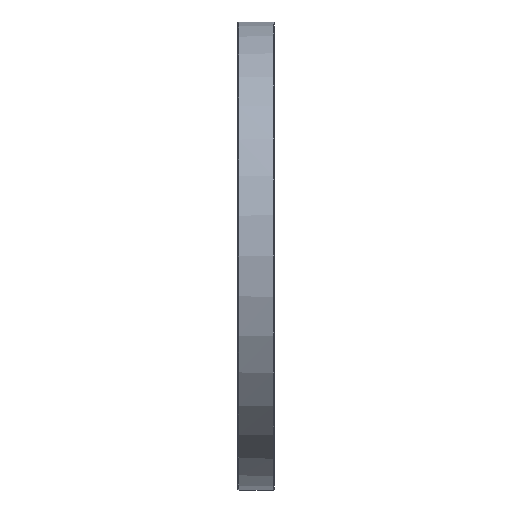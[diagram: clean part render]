
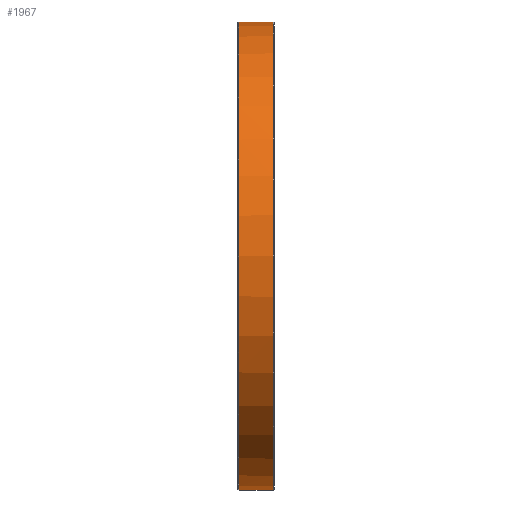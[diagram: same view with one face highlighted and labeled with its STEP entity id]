
A CAD part, left-side view. The second image highlights one B-rep face of the part: STEP entity #1967.
In plain terms, the highlighted cylindrical face has radius 184.15 mm (diameter 368.3 mm), a partial arc.
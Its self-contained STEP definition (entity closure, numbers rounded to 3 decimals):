
#58 = EDGE_CURVE ( 'NONE', #8221, #5797, #4956, .T. ) ;
#91 = CARTESIAN_POINT ( 'NONE',  ( 0., 0.5, 184.15 ) ) ;
#524 = DIRECTION ( 'NONE',  ( 0., 1., 0. ) ) ;
#702 = LINE ( 'NONE', #7431, #3792 ) ;
#744 = DIRECTION ( 'NONE',  ( 0., 1., 0. ) ) ;
#768 = ORIENTED_EDGE ( 'NONE', *, *, #2403, .F. ) ;
#1024 = ORIENTED_EDGE ( 'NONE', *, *, #2406, .F. ) ;
#1058 = VERTEX_POINT ( 'NONE', #91 ) ;
#1320 = EDGE_CURVE ( 'NONE', #7345, #8513, #5866, .T. ) ;
#1464 = CIRCLE ( 'NONE', #1627, 184.15 ) ;
#1627 = AXIS2_PLACEMENT_3D ( 'NONE', #7706, #744, #9217 ) ;
#1668 = AXIS2_PLACEMENT_3D ( 'NONE', #9132, #2989, #9733 ) ;
#1911 = CARTESIAN_POINT ( 'NONE',  ( -1.5, 27.1, -184.144 ) ) ;
#1967 = ADVANCED_FACE ( 'NONE', ( #3235 ), #6939, .T. ) ;
#2035 = CARTESIAN_POINT ( 'NONE',  ( -1.5, -20.091, 184.144 ) ) ;
#2191 = ORIENTED_EDGE ( 'NONE', *, *, #1320, .T. ) ;
#2321 = VECTOR ( 'NONE', #5804, 1000. ) ;
#2403 = EDGE_CURVE ( 'NONE', #7345, #4855, #5690, .T. ) ;
#2406 = EDGE_CURVE ( 'NONE', #3360, #5797, #3454, .T. ) ;
#2676 = ORIENTED_EDGE ( 'NONE', *, *, #8955, .T. ) ;
#2848 = CARTESIAN_POINT ( 'NONE',  ( 0., 27.1, 0. ) ) ;
#2989 = DIRECTION ( 'NONE',  ( 0., -1., 0. ) ) ;
#3235 = FACE_OUTER_BOUND ( 'NONE', #9615, .T. ) ;
#3360 = VERTEX_POINT ( 'NONE', #3692 ) ;
#3454 = CIRCLE ( 'NONE', #6811, 184.15 ) ;
#3468 = CIRCLE ( 'NONE', #1668, 184.15 ) ;
#3684 = DIRECTION ( 'NONE',  ( 0., 0., 1. ) ) ;
#3692 = CARTESIAN_POINT ( 'NONE',  ( 0., 27.1, -184.15 ) ) ;
#3747 = ORIENTED_EDGE ( 'NONE', *, *, #4655, .T. ) ;
#3792 = VECTOR ( 'NONE', #8981, 1000. ) ;
#3857 = VECTOR ( 'NONE', #8627, 1000. ) ;
#4149 = EDGE_CURVE ( 'NONE', #3360, #8376, #702, .T. ) ;
#4502 = CARTESIAN_POINT ( 'NONE',  ( -1.5, 27.9, -184.144 ) ) ;
#4655 = EDGE_CURVE ( 'NONE', #8376, #1058, #1464, .T. ) ;
#4823 = DIRECTION ( 'NONE',  ( 0., 1., 0. ) ) ;
#4855 = VERTEX_POINT ( 'NONE', #6691 ) ;
#4956 = LINE ( 'NONE', #8642, #2321 ) ;
#5444 = DIRECTION ( 'NONE',  ( 0., 0., -1. ) ) ;
#5551 = DIRECTION ( 'NONE',  ( 0., -1., 0. ) ) ;
#5628 = CARTESIAN_POINT ( 'NONE',  ( -1.5, 27.1, 184.144 ) ) ;
#5690 = CIRCLE ( 'NONE', #6326, 184.15 ) ;
#5780 = EDGE_CURVE ( 'NONE', #4855, #1058, #7979, .T. ) ;
#5797 = VERTEX_POINT ( 'NONE', #1911 ) ;
#5804 = DIRECTION ( 'NONE',  ( 0., -1., 0. ) ) ;
#5851 = ORIENTED_EDGE ( 'NONE', *, *, #5780, .F. ) ;
#5866 = LINE ( 'NONE', #2035, #8663 ) ;
#6326 = AXIS2_PLACEMENT_3D ( 'NONE', #2848, #6426, #7971 ) ;
#6426 = DIRECTION ( 'NONE',  ( 0., 1., 0. ) ) ;
#6691 = CARTESIAN_POINT ( 'NONE',  ( 0., 27.1, 184.15 ) ) ;
#6811 = AXIS2_PLACEMENT_3D ( 'NONE', #9418, #4823, #3684 ) ;
#6939 = CYLINDRICAL_SURFACE ( 'NONE', #8383, 184.15 ) ;
#6993 = CARTESIAN_POINT ( 'NONE',  ( 0., -20.091, 0. ) ) ;
#7345 = VERTEX_POINT ( 'NONE', #5628 ) ;
#7398 = ORIENTED_EDGE ( 'NONE', *, *, #4149, .T. ) ;
#7431 = CARTESIAN_POINT ( 'NONE',  ( 0., -20.091, -184.15 ) ) ;
#7700 = CARTESIAN_POINT ( 'NONE',  ( -1.5, 27.9, 184.144 ) ) ;
#7706 = CARTESIAN_POINT ( 'NONE',  ( 0., 0.5, 0. ) ) ;
#7971 = DIRECTION ( 'NONE',  ( 0., 0., 1. ) ) ;
#7979 = LINE ( 'NONE', #9427, #3857 ) ;
#7983 = ORIENTED_EDGE ( 'NONE', *, *, #58, .T. ) ;
#8221 = VERTEX_POINT ( 'NONE', #4502 ) ;
#8376 = VERTEX_POINT ( 'NONE', #9616 ) ;
#8383 = AXIS2_PLACEMENT_3D ( 'NONE', #6993, #5551, #5444 ) ;
#8513 = VERTEX_POINT ( 'NONE', #7700 ) ;
#8627 = DIRECTION ( 'NONE',  ( 0., -1., 0. ) ) ;
#8642 = CARTESIAN_POINT ( 'NONE',  ( -1.5, -20.091, -184.144 ) ) ;
#8663 = VECTOR ( 'NONE', #524, 1000. ) ;
#8955 = EDGE_CURVE ( 'NONE', #8513, #8221, #3468, .T. ) ;
#8981 = DIRECTION ( 'NONE',  ( 0., -1., 0. ) ) ;
#9132 = CARTESIAN_POINT ( 'NONE',  ( 0., 27.9, 0. ) ) ;
#9217 = DIRECTION ( 'NONE',  ( 0., 0., 1. ) ) ;
#9418 = CARTESIAN_POINT ( 'NONE',  ( 0., 27.1, 0. ) ) ;
#9427 = CARTESIAN_POINT ( 'NONE',  ( 0., -20.091, 184.15 ) ) ;
#9615 = EDGE_LOOP ( 'NONE', ( #5851, #768, #2191, #2676, #7983, #1024, #7398, #3747 ) ) ;
#9616 = CARTESIAN_POINT ( 'NONE',  ( 0., 0.5, -184.15 ) ) ;
#9733 = DIRECTION ( 'NONE',  ( 0., 0., -1. ) ) ;
